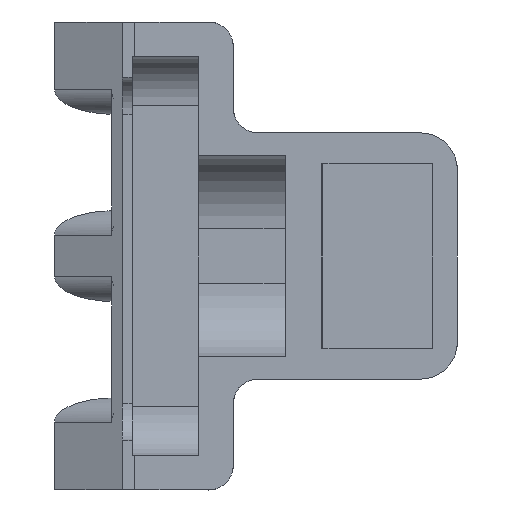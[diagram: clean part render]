
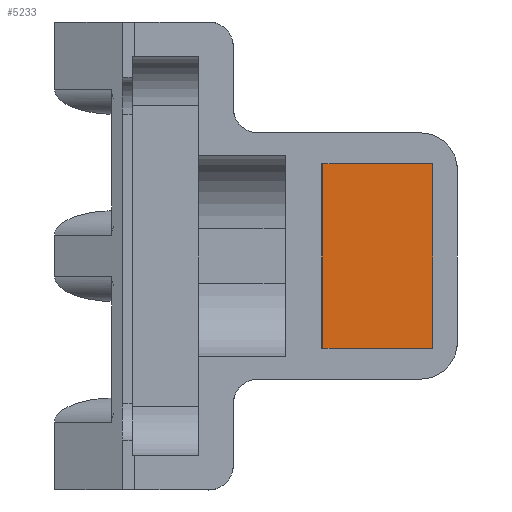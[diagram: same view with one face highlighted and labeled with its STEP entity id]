
A CAD part, front view. The second image highlights one B-rep face of the part: STEP entity #5233.
In plain terms, the highlighted planar face has unit normal (0, -1, 0).
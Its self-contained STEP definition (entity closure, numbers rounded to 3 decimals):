
#964 = PLANE('',#965);
#965 = AXIS2_PLACEMENT_3D('',#966,#967,#968);
#966 = CARTESIAN_POINT('',(-114.802,235.524,72.5));
#967 = DIRECTION('',(1.,0.,0.));
#968 = DIRECTION('',(0.,0.,1.));
#992 = PLANE('',#993);
#993 = AXIS2_PLACEMENT_3D('',#994,#995,#996);
#994 = CARTESIAN_POINT('',(-114.802,235.524,87.5));
#995 = DIRECTION('',(-0.,0.,-1.));
#996 = DIRECTION('',(1.,0.,
    0.));
#1020 = PLANE('',#1021);
#1021 = AXIS2_PLACEMENT_3D('',#1022,#1023,#1024);
#1022 = CARTESIAN_POINT('',(-105.802,235.523,87.5));
#1023 = DIRECTION('',(-1.,0.,0.));
#1024 = DIRECTION('',(0.,0.,-1.));
#1046 = PLANE('',#1047);
#1047 = AXIS2_PLACEMENT_3D('',#1048,#1049,#1050);
#1048 = CARTESIAN_POINT('',(-105.802,235.523,72.5));
#1049 = DIRECTION('',(0.,0.,1.));
#1050 = DIRECTION('',(-1.,0.,
    0.));
#3156 = VERTEX_POINT('',#3157);
#3157 = CARTESIAN_POINT('',(-114.798,271.524,72.5));
#3178 = EDGE_CURVE('',#3156,#3179,#3181,.T.);
#3179 = VERTEX_POINT('',#3180);
#3180 = CARTESIAN_POINT('',(-114.798,271.524,87.5));
#3181 = SURFACE_CURVE('',#3182,(#3186,#3193),.PCURVE_S1.);
#3182 = LINE('',#3183,#3184);
#3183 = CARTESIAN_POINT('',(-114.798,271.524,72.5));
#3184 = VECTOR('',#3185,1.);
#3185 = DIRECTION('',(0.,0.,1.));
#3186 = PCURVE('',#964,#3187);
#3187 = DEFINITIONAL_REPRESENTATION('',(#3188),#3192);
#3188 = LINE('',#3189,#3190);
#3189 = CARTESIAN_POINT('',(0.,-36.));
#3190 = VECTOR('',#3191,1.);
#3191 = DIRECTION('',(1.,0.));
#3192 = ( GEOMETRIC_REPRESENTATION_CONTEXT(2) 
PARAMETRIC_REPRESENTATION_CONTEXT() REPRESENTATION_CONTEXT('2D SPACE',''
  ) );
#3193 = PCURVE('',#3194,#3199);
#3194 = PLANE('',#3195);
#3195 = AXIS2_PLACEMENT_3D('',#3196,#3197,#3198);
#3196 = CARTESIAN_POINT('',(-110.298,271.524,80.));
#3197 = DIRECTION('',(0.,1.,0.));
#3198 = DIRECTION('',(1.,0.,0.));
#3199 = DEFINITIONAL_REPRESENTATION('',(#3200),#3204);
#3200 = LINE('',#3201,#3202);
#3201 = CARTESIAN_POINT('',(-4.5,7.5));
#3202 = VECTOR('',#3203,1.);
#3203 = DIRECTION('',(0.,-1.));
#3204 = ( GEOMETRIC_REPRESENTATION_CONTEXT(2) 
PARAMETRIC_REPRESENTATION_CONTEXT() REPRESENTATION_CONTEXT('2D SPACE',''
  ) );
#3302 = VERTEX_POINT('',#3303);
#3303 = CARTESIAN_POINT('',(-105.798,271.523,72.5));
#3324 = EDGE_CURVE('',#3302,#3156,#3325,.T.);
#3325 = SURFACE_CURVE('',#3326,(#3330,#3337),.PCURVE_S1.);
#3326 = LINE('',#3327,#3328);
#3327 = CARTESIAN_POINT('',(-105.798,271.523,72.5));
#3328 = VECTOR('',#3329,1.);
#3329 = DIRECTION('',(-1.,0.,
    0.));
#3330 = PCURVE('',#1046,#3331);
#3331 = DEFINITIONAL_REPRESENTATION('',(#3332),#3336);
#3332 = LINE('',#3333,#3334);
#3333 = CARTESIAN_POINT('',(0.,-36.));
#3334 = VECTOR('',#3335,1.);
#3335 = DIRECTION('',(1.,0.));
#3336 = ( GEOMETRIC_REPRESENTATION_CONTEXT(2) 
PARAMETRIC_REPRESENTATION_CONTEXT() REPRESENTATION_CONTEXT('2D SPACE',''
  ) );
#3337 = PCURVE('',#3194,#3338);
#3338 = DEFINITIONAL_REPRESENTATION('',(#3339),#3343);
#3339 = LINE('',#3340,#3341);
#3340 = CARTESIAN_POINT('',(4.5,7.5));
#3341 = VECTOR('',#3342,1.);
#3342 = DIRECTION('',(-1.,0.));
#3343 = ( GEOMETRIC_REPRESENTATION_CONTEXT(2) 
PARAMETRIC_REPRESENTATION_CONTEXT() REPRESENTATION_CONTEXT('2D SPACE',''
  ) );
#3351 = VERTEX_POINT('',#3352);
#3352 = CARTESIAN_POINT('',(-105.798,271.523,87.5));
#3373 = EDGE_CURVE('',#3351,#3302,#3374,.T.);
#3374 = SURFACE_CURVE('',#3375,(#3379,#3386),.PCURVE_S1.);
#3375 = LINE('',#3376,#3377);
#3376 = CARTESIAN_POINT('',(-105.798,271.523,87.5));
#3377 = VECTOR('',#3378,1.);
#3378 = DIRECTION('',(0.,0.,-1.));
#3379 = PCURVE('',#1020,#3380);
#3380 = DEFINITIONAL_REPRESENTATION('',(#3381),#3385);
#3381 = LINE('',#3382,#3383);
#3382 = CARTESIAN_POINT('',(0.,-36.));
#3383 = VECTOR('',#3384,1.);
#3384 = DIRECTION('',(1.,0.));
#3385 = ( GEOMETRIC_REPRESENTATION_CONTEXT(2) 
PARAMETRIC_REPRESENTATION_CONTEXT() REPRESENTATION_CONTEXT('2D SPACE',''
  ) );
#3386 = PCURVE('',#3194,#3387);
#3387 = DEFINITIONAL_REPRESENTATION('',(#3388),#3392);
#3388 = LINE('',#3389,#3390);
#3389 = CARTESIAN_POINT('',(4.5,-7.5));
#3390 = VECTOR('',#3391,1.);
#3391 = DIRECTION('',(0.,1.));
#3392 = ( GEOMETRIC_REPRESENTATION_CONTEXT(2) 
PARAMETRIC_REPRESENTATION_CONTEXT() REPRESENTATION_CONTEXT('2D SPACE',''
  ) );
#3460 = EDGE_CURVE('',#3179,#3351,#3461,.T.);
#3461 = SURFACE_CURVE('',#3462,(#3466,#3473),.PCURVE_S1.);
#3462 = LINE('',#3463,#3464);
#3463 = CARTESIAN_POINT('',(-114.798,271.524,87.5));
#3464 = VECTOR('',#3465,1.);
#3465 = DIRECTION('',(1.,0.,
    0.));
#3466 = PCURVE('',#992,#3467);
#3467 = DEFINITIONAL_REPRESENTATION('',(#3468),#3472);
#3468 = LINE('',#3469,#3470);
#3469 = CARTESIAN_POINT('',(0.,-36.));
#3470 = VECTOR('',#3471,1.);
#3471 = DIRECTION('',(1.,0.));
#3472 = ( GEOMETRIC_REPRESENTATION_CONTEXT(2) 
PARAMETRIC_REPRESENTATION_CONTEXT() REPRESENTATION_CONTEXT('2D SPACE',''
  ) );
#3473 = PCURVE('',#3194,#3474);
#3474 = DEFINITIONAL_REPRESENTATION('',(#3475),#3479);
#3475 = LINE('',#3476,#3477);
#3476 = CARTESIAN_POINT('',(-4.5,-7.5));
#3477 = VECTOR('',#3478,1.);
#3478 = DIRECTION('',(1.,0.));
#3479 = ( GEOMETRIC_REPRESENTATION_CONTEXT(2) 
PARAMETRIC_REPRESENTATION_CONTEXT() REPRESENTATION_CONTEXT('2D SPACE',''
  ) );
#5233 = ADVANCED_FACE('',(#5234),#3194,.F.);
#5234 = FACE_BOUND('',#5235,.F.);
#5235 = EDGE_LOOP('',(#5236,#5237,#5238,#5239));
#5236 = ORIENTED_EDGE('',*,*,#3460,.T.);
#5237 = ORIENTED_EDGE('',*,*,#3373,.T.);
#5238 = ORIENTED_EDGE('',*,*,#3324,.T.);
#5239 = ORIENTED_EDGE('',*,*,#3178,.T.);
